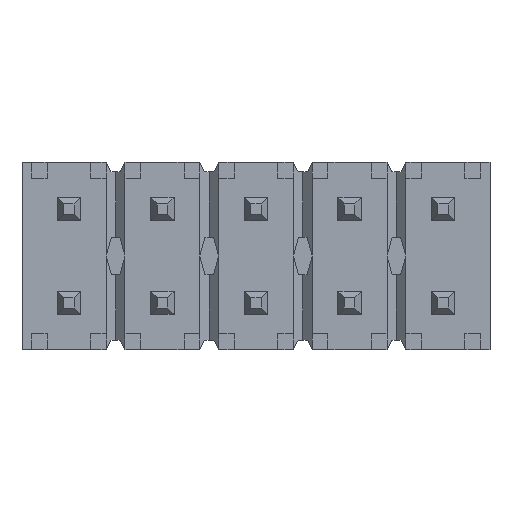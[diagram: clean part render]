
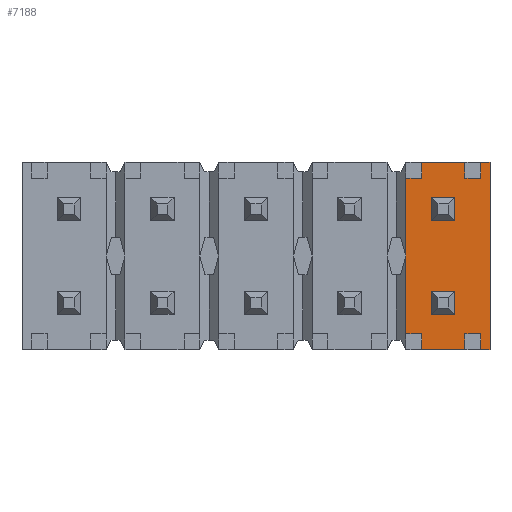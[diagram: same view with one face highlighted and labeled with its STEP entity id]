
A CAD part, front view. The second image highlights one B-rep face of the part: STEP entity #7188.
In plain terms, the highlighted planar face has unit normal (0, -1, 0).
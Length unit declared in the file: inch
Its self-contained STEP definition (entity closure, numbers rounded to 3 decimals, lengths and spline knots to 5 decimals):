
#819=ORIENTED_EDGE('',*,*,#2605,.T.);
#820=ORIENTED_EDGE('',*,*,#2274,.T.);
#821=ORIENTED_EDGE('',*,*,#2436,.T.);
#822=ORIENTED_EDGE('',*,*,#2607,.T.);
#823=ORIENTED_EDGE('',*,*,#2475,.F.);
#824=ORIENTED_EDGE('',*,*,#2270,.T.);
#825=ORIENTED_EDGE('',*,*,#2480,.T.);
#826=ORIENTED_EDGE('',*,*,#2608,.T.);
#827=ORIENTED_EDGE('',*,*,#2184,.F.);
#828=ORIENTED_EDGE('',*,*,#2188,.F.);
#829=ORIENTED_EDGE('',*,*,#2609,.F.);
#830=ORIENTED_EDGE('',*,*,#2481,.T.);
#831=ORIENTED_EDGE('',*,*,#2355,.T.);
#832=ORIENTED_EDGE('',*,*,#2478,.F.);
#833=ORIENTED_EDGE('',*,*,#2610,.F.);
#834=ORIENTED_EDGE('',*,*,#2437,.T.);
#835=ORIENTED_EDGE('',*,*,#2351,.T.);
#836=ORIENTED_EDGE('',*,*,#2583,.F.);
#837=ORIENTED_EDGE('',*,*,#2490,.F.);
#838=ORIENTED_EDGE('',*,*,#2487,.F.);
#839=ORIENTED_EDGE('',*,*,#2484,.F.);
#840=ORIENTED_EDGE('',*,*,#2585,.F.);
#841=ORIENTED_EDGE('',*,*,#2500,.F.);
#842=ORIENTED_EDGE('',*,*,#2497,.F.);
#843=ORIENTED_EDGE('',*,*,#2494,.F.);
#2184=EDGE_CURVE('',#3180,#3181,#3824,.T.);
#2188=EDGE_CURVE('',#3184,#3180,#3828,.T.);
#2270=EDGE_CURVE('',#3251,#3250,#3910,.T.);
#2274=EDGE_CURVE('',#3255,#3254,#3914,.T.);
#2351=EDGE_CURVE('',#3304,#3303,#3991,.T.);
#2355=EDGE_CURVE('',#3308,#3307,#3995,.T.);
#2436=EDGE_CURVE('',#3254,#3351,#4076,.T.);
#2437=EDGE_CURVE('',#3352,#3304,#4077,.T.);
#2475=EDGE_CURVE('',#3251,#3371,#4115,.T.);
#2478=EDGE_CURVE('',#3372,#3307,#4118,.T.);
#2480=EDGE_CURVE('',#3250,#3373,#4120,.T.);
#2481=EDGE_CURVE('',#3374,#3308,#4121,.T.);
#2484=EDGE_CURVE('',#3376,#3377,#4124,.T.);
#2487=EDGE_CURVE('',#3377,#3379,#4127,.T.);
#2490=EDGE_CURVE('',#3379,#3381,#4130,.T.);
#2494=EDGE_CURVE('',#3384,#3385,#4134,.T.);
#2497=EDGE_CURVE('',#3385,#3387,#4137,.T.);
#2500=EDGE_CURVE('',#3387,#3389,#4140,.T.);
#2583=EDGE_CURVE('',#3381,#3376,#4223,.T.);
#2585=EDGE_CURVE('',#3389,#3384,#4225,.T.);
#2605=EDGE_CURVE('',#3303,#3255,#4245,.T.);
#2607=EDGE_CURVE('',#3351,#3371,#4247,.T.);
#2608=EDGE_CURVE('',#3373,#3181,#4248,.T.);
#2609=EDGE_CURVE('',#3374,#3184,#4249,.T.);
#2610=EDGE_CURVE('',#3352,#3372,#4250,.T.);
#3180=VERTEX_POINT('',#9965);
#3181=VERTEX_POINT('',#9967);
#3184=VERTEX_POINT('',#9975);
#3250=VERTEX_POINT('',#10134);
#3251=VERTEX_POINT('',#10136);
#3254=VERTEX_POINT('',#10142);
#3255=VERTEX_POINT('',#10144);
#3303=VERTEX_POINT('',#10276);
#3304=VERTEX_POINT('',#10278);
#3307=VERTEX_POINT('',#10284);
#3308=VERTEX_POINT('',#10286);
#3351=VERTEX_POINT('',#10446);
#3352=VERTEX_POINT('',#10450);
#3371=VERTEX_POINT('',#10526);
#3372=VERTEX_POINT('',#10530);
#3373=VERTEX_POINT('',#10534);
#3374=VERTEX_POINT('',#10538);
#3376=VERTEX_POINT('',#10543);
#3377=VERTEX_POINT('',#10545);
#3379=VERTEX_POINT('',#10551);
#3381=VERTEX_POINT('',#10557);
#3384=VERTEX_POINT('',#10564);
#3385=VERTEX_POINT('',#10566);
#3387=VERTEX_POINT('',#10572);
#3389=VERTEX_POINT('',#10578);
#3824=LINE('',#9966,#4840);
#3828=LINE('',#9974,#4844);
#3910=LINE('',#10135,#4926);
#3914=LINE('',#10143,#4930);
#3991=LINE('',#10277,#5007);
#3995=LINE('',#10285,#5011);
#4076=LINE('',#10447,#5092);
#4077=LINE('',#10449,#5093);
#4115=LINE('',#10525,#5131);
#4118=LINE('',#10531,#5134);
#4120=LINE('',#10535,#5136);
#4121=LINE('',#10537,#5137);
#4124=LINE('',#10544,#5140);
#4127=LINE('',#10550,#5143);
#4130=LINE('',#10556,#5146);
#4134=LINE('',#10565,#5150);
#4137=LINE('',#10571,#5153);
#4140=LINE('',#10577,#5156);
#4223=LINE('',#10751,#5239);
#4225=LINE('',#10754,#5241);
#4245=LINE('',#10784,#5261);
#4247=LINE('',#10792,#5263);
#4248=LINE('',#10793,#5264);
#4249=LINE('',#10794,#5265);
#4250=LINE('',#10795,#5266);
#4840=VECTOR('',#8048,39.37008);
#4844=VECTOR('',#8054,39.37008);
#4926=VECTOR('',#8160,39.37008);
#4930=VECTOR('',#8164,39.37008);
#5007=VECTOR('',#8257,39.37008);
#5011=VECTOR('',#8261,39.37008);
#5092=VECTOR('',#8416,39.37008);
#5093=VECTOR('',#8419,39.37008);
#5131=VECTOR('',#8495,39.37008);
#5134=VECTOR('',#8500,39.37008);
#5136=VECTOR('',#8504,39.37008);
#5137=VECTOR('',#8507,39.37008);
#5140=VECTOR('',#8512,39.37008);
#5143=VECTOR('',#8517,39.37008);
#5146=VECTOR('',#8522,39.37008);
#5150=VECTOR('',#8528,39.37008);
#5153=VECTOR('',#8533,39.37008);
#5156=VECTOR('',#8538,39.37008);
#5239=VECTOR('',#8671,39.37008);
#5241=VECTOR('',#8675,39.37008);
#5261=VECTOR('',#8715,39.37008);
#5263=VECTOR('',#8729,39.37008);
#5264=VECTOR('',#8730,39.37008);
#5265=VECTOR('',#8731,39.37008);
#5266=VECTOR('',#8732,39.37008);
#5894=EDGE_LOOP('',(#819,#820,#821,#822,#823,#824,#825,#826,#827,#828,#829,
#830,#831,#832,#833,#834,#835));
#5895=EDGE_LOOP('',(#836,#837,#838,#839));
#5896=EDGE_LOOP('',(#840,#841,#842,#843));
#6342=FACE_BOUND('',#5894,.T.);
#6343=FACE_BOUND('',#5895,.T.);
#6344=FACE_BOUND('',#5896,.T.);
#6780=PLANE('',#7622);
#7188=ADVANCED_FACE('',(#6342,#6343,#6344),#6780,.T.);
#7622=AXIS2_PLACEMENT_3D('',#10791,#8727,#8728);
#8048=DIRECTION('',(0.,0.,1.));
#8054=DIRECTION('',(0.,0.,1.));
#8160=DIRECTION('',(-1.,0.,0.));
#8164=DIRECTION('',(-1.,0.,0.));
#8257=DIRECTION('',(1.,0.,0.));
#8261=DIRECTION('',(1.,0.,0.));
#8416=DIRECTION('',(0.,0.,-1.));
#8419=DIRECTION('',(0.,0.,-1.));
#8495=DIRECTION('',(0.,0.,-1.));
#8500=DIRECTION('',(0.,0.,-1.));
#8504=DIRECTION('',(0.,0.,-1.));
#8507=DIRECTION('',(0.,0.,-1.));
#8512=DIRECTION('',(1.,0.,0.));
#8517=DIRECTION('',(0.,0.,1.));
#8522=DIRECTION('',(-1.,0.,0.));
#8528=DIRECTION('',(1.,0.,0.));
#8533=DIRECTION('',(0.,0.,1.));
#8538=DIRECTION('',(-1.,0.,0.));
#8671=DIRECTION('',(0.,0.,-1.));
#8675=DIRECTION('',(0.,0.,-1.));
#8715=DIRECTION('',(0.,0.,1.));
#8727=DIRECTION('',(0.,-1.,0.));
#8728=DIRECTION('',(0.,0.,-1.));
#8729=DIRECTION('',(-1.,0.,0.));
#8730=DIRECTION('',(-1.,0.,0.));
#8731=DIRECTION('',(-1.,0.,0.));
#8732=DIRECTION('',(-1.,0.,0.));
#9965=CARTESIAN_POINT('',(0.16,0.02,0.));
#9966=CARTESIAN_POINT('',(0.16,0.02,0.5));
#9967=CARTESIAN_POINT('',(0.16,0.02,0.083));
#9974=CARTESIAN_POINT('',(0.16,0.02,0.5));
#9975=CARTESIAN_POINT('',(0.16,0.02,-0.083));
#10134=CARTESIAN_POINT('',(0.17688,0.02,0.1));
#10135=CARTESIAN_POINT('',(-0.25,0.02,0.1));
#10136=CARTESIAN_POINT('',(0.22312,0.02,0.1));
#10142=CARTESIAN_POINT('',(0.24012,0.02,0.1));
#10143=CARTESIAN_POINT('',(-0.25,0.02,0.1));
#10144=CARTESIAN_POINT('',(0.25,0.02,0.1));
#10276=CARTESIAN_POINT('',(0.25,0.02,-0.1));
#10277=CARTESIAN_POINT('',(0.25,0.02,-0.1));
#10278=CARTESIAN_POINT('',(0.24012,0.02,-0.1));
#10284=CARTESIAN_POINT('',(0.22312,0.02,-0.1));
#10285=CARTESIAN_POINT('',(0.25,0.02,-0.1));
#10286=CARTESIAN_POINT('',(0.17688,0.02,-0.1));
#10446=CARTESIAN_POINT('',(0.24012,0.02,0.083));
#10447=CARTESIAN_POINT('',(0.24012,0.02,0.2));
#10449=CARTESIAN_POINT('',(0.24012,0.02,0.2));
#10450=CARTESIAN_POINT('',(0.24012,0.02,-0.083));
#10525=CARTESIAN_POINT('',(0.22312,0.02,0.2));
#10526=CARTESIAN_POINT('',(0.22312,0.02,0.083));
#10530=CARTESIAN_POINT('',(0.22312,0.02,-0.083));
#10531=CARTESIAN_POINT('',(0.22312,0.02,0.2));
#10534=CARTESIAN_POINT('',(0.17688,0.02,0.083));
#10535=CARTESIAN_POINT('',(0.17688,0.02,0.2));
#10537=CARTESIAN_POINT('',(0.17688,0.02,0.2));
#10538=CARTESIAN_POINT('',(0.17688,0.02,-0.083));
#10543=CARTESIAN_POINT('',(0.1875,0.02,0.0375));
#10544=CARTESIAN_POINT('',(0.2125,0.02,0.0375));
#10545=CARTESIAN_POINT('',(0.2125,0.02,0.0375));
#10550=CARTESIAN_POINT('',(0.2125,0.02,0.0625));
#10551=CARTESIAN_POINT('',(0.2125,0.02,0.0625));
#10556=CARTESIAN_POINT('',(0.1875,0.02,0.0625));
#10557=CARTESIAN_POINT('',(0.1875,0.02,0.0625));
#10564=CARTESIAN_POINT('',(0.1875,0.02,-0.0625));
#10565=CARTESIAN_POINT('',(0.2125,0.02,-0.0625));
#10566=CARTESIAN_POINT('',(0.2125,0.02,-0.0625));
#10571=CARTESIAN_POINT('',(0.2125,0.02,-0.0375));
#10572=CARTESIAN_POINT('',(0.2125,0.02,-0.0375));
#10577=CARTESIAN_POINT('',(0.1875,0.02,-0.0375));
#10578=CARTESIAN_POINT('',(0.1875,0.02,-0.0375));
#10751=CARTESIAN_POINT('',(0.1875,0.02,0.0375));
#10754=CARTESIAN_POINT('',(0.1875,0.02,-0.0625));
#10784=CARTESIAN_POINT('',(0.25,0.02,0.1));
#10791=CARTESIAN_POINT('',(0.28637,0.02,0.2));
#10792=CARTESIAN_POINT('',(0.5,0.02,0.083));
#10793=CARTESIAN_POINT('',(0.5,0.02,0.083));
#10794=CARTESIAN_POINT('',(0.5,0.02,-0.083));
#10795=CARTESIAN_POINT('',(0.5,0.02,-0.083));
